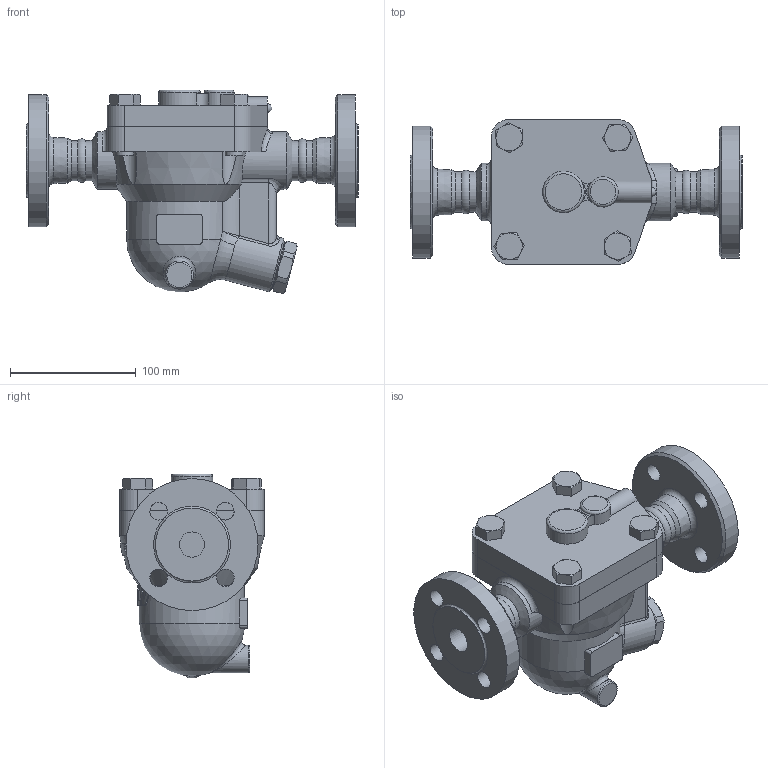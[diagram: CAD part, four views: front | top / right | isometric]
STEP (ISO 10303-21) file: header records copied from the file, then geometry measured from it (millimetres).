
FILE_DESCRIPTION(/* description */ (''),/* implementation_level */ '2;1');
FILE_NAME(/* name */ 'j5rlx-020-e0025-00.stp',/* time_stamp */ '2015-03-24T10:27:55+09:00',/* author */ ('nakaot'),/* organization */ (''),/* preprocessor_version */ 'ST-DEVELOPER v15.6',/* originating_system */ 'Autodesk Inventor 2015',/* authorisation */ '');
FILE_SCHEMA (('CONFIG_CONTROL_DESIGN'));
Length unit declared in the file: millimetre
Products named in the file (1): j5rlx-020-e0025-00
Bounding box: 264 x 115 x 162.18 mm (x, y, z)
Volume: 1722486.1 mm3; surface area: 164911.1 mm2
Topology: 1 solids, 1 shells, 282 faces, 715 edges, 448 vertices
Faces by surface type: plane 107, cylinder 76, cone 53, bspline 29, torus 15, sphere 2
Full cylindrical faces by diameter (mm): 14 x16, 16 x4, 20 x2, 22 x1, 27 x1, 32 x4, 44 x1, 46 x2, 58 x2, 80 x1, 105 x2
Entity records: 13455 total; most frequent: CARTESIAN_POINT 7319, ORIENTED_EDGE 1266, DIRECTION 1213, EDGE_CURVE 633, AXIS2_PLACEMENT_3D 512, VERTEX_POINT 424, EDGE_LOOP 377, FACE_OUTER_BOUND 282
